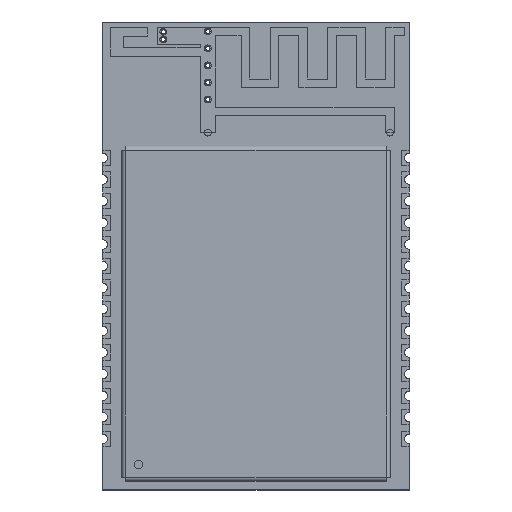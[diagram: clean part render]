
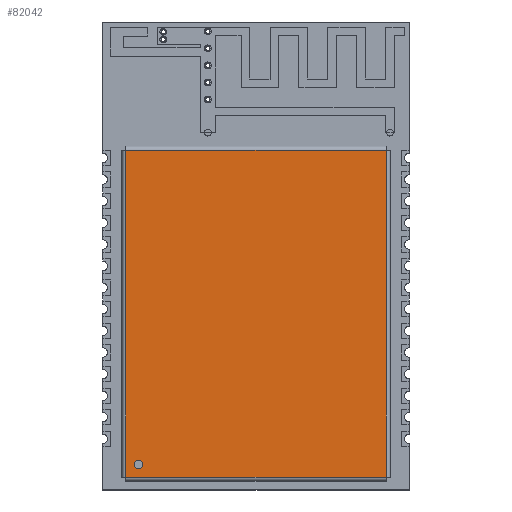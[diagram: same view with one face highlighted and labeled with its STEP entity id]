
A CAD part, top view. The second image highlights one B-rep face of the part: STEP entity #82042.
In plain terms, the highlighted face is planar.
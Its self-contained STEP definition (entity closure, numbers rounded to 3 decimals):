
#6510 = ORIENTED_EDGE ( 'NONE', *, *, #99567, .T. ) ;
#6923 = DIRECTION ( 'NONE',  ( 0., -1., 0. ) ) ;
#13633 = CARTESIAN_POINT ( 'NONE',  ( -5.925, 2.5, 12.525 ) ) ;
#16271 = DIRECTION ( 'NONE',  ( -1., 0., 0. ) ) ;
#16498 = DIRECTION ( 'NONE',  ( 0., 0., -1. ) ) ;
#17853 = VERTEX_POINT ( 'NONE', #112269 ) ;
#22760 = DIRECTION ( 'NONE',  ( 0., 1., 0. ) ) ;
#25654 = CARTESIAN_POINT ( 'NONE',  ( -5.175, 2.5, 11.775 ) ) ;
#28966 = EDGE_CURVE ( 'NONE', #39376, #119162, #109333, .T. ) ;
#30859 = VERTEX_POINT ( 'NONE', #13633 ) ;
#31109 = DIRECTION ( 'NONE',  ( 0., 0., 1. ) ) ;
#32114 = FACE_OUTER_BOUND ( 'NONE', #103452, .T. ) ;
#36542 = CARTESIAN_POINT ( 'NONE',  ( -5.175, 2.5, 11.525 ) ) ;
#36574 = EDGE_CURVE ( 'NONE', #17853, #30859, #121594, .T. ) ;
#37779 = EDGE_CURVE ( 'NONE', #118992, #17853, #91552, .T. ) ;
#39257 = VECTOR ( 'NONE', #16271, 1000. ) ;
#39376 = VERTEX_POINT ( 'NONE', #72860 ) ;
#40225 = AXIS2_PLACEMENT_3D ( 'NONE', #108005, #22760, #89301 ) ;
#40710 = LINE ( 'NONE', #87352, #92602 ) ;
#41715 = DIRECTION ( 'NONE',  ( 0., 0., 1. ) ) ;
#44149 = EDGE_CURVE ( 'NONE', #119162, #39376, #101172, .T. ) ;
#44520 = FACE_BOUND ( 'NONE', #80391, .T. ) ;
#44838 = VECTOR ( 'NONE', #16498, 1000. ) ;
#45534 = VERTEX_POINT ( 'NONE', #88691 ) ;
#45585 = AXIS2_PLACEMENT_3D ( 'NONE', #48594, #117654, #41715 ) ;
#46357 = ORIENTED_EDGE ( 'NONE', *, *, #28966, .T. ) ;
#48594 = CARTESIAN_POINT ( 'NONE',  ( -5.175, 2.5, 11.775 ) ) ;
#54890 = EDGE_CURVE ( 'NONE', #30859, #45534, #40710, .T. ) ;
#55670 = CARTESIAN_POINT ( 'NONE',  ( 9.375, 2.5, 0. ) ) ;
#66089 = ORIENTED_EDGE ( 'NONE', *, *, #54890, .T. ) ;
#72860 = CARTESIAN_POINT ( 'NONE',  ( -5.175, 2.5, 12.025 ) ) ;
#77500 = AXIS2_PLACEMENT_3D ( 'NONE', #25654, #6923, #109025 ) ;
#79978 = PLANE ( 'NONE',  #40225 ) ;
#80391 = EDGE_LOOP ( 'NONE', ( #46357, #114077 ) ) ;
#81562 = ORIENTED_EDGE ( 'NONE', *, *, #36574, .T. ) ;
#82042 = ADVANCED_FACE ( 'NONE', ( #44520, #32114 ), #79978, .T. ) ;
#87352 = CARTESIAN_POINT ( 'NONE',  ( 0., 2.5, 12.525 ) ) ;
#88691 = CARTESIAN_POINT ( 'NONE',  ( 9.375, 2.5, 12.525 ) ) ;
#89301 = DIRECTION ( 'NONE',  ( 0., 0., 1. ) ) ;
#91552 = LINE ( 'NONE', #120225, #39257 ) ;
#92602 = VECTOR ( 'NONE', #96677, 1000. ) ;
#96398 = CARTESIAN_POINT ( 'NONE',  ( -5.925, 2.5, 0. ) ) ;
#96677 = DIRECTION ( 'NONE',  ( 1., 0., 0. ) ) ;
#99567 = EDGE_CURVE ( 'NONE', #45534, #118992, #112912, .T. ) ;
#101172 = CIRCLE ( 'NONE', #45585, 0.25 ) ;
#101820 = CARTESIAN_POINT ( 'NONE',  ( 9.375, 2.5, -6.675 ) ) ;
#103452 = EDGE_LOOP ( 'NONE', ( #66089, #6510, #116307, #81562 ) ) ;
#108005 = CARTESIAN_POINT ( 'NONE',  ( 0., 2.5, 0. ) ) ;
#109025 = DIRECTION ( 'NONE',  ( 0., 0., 1. ) ) ;
#109333 = CIRCLE ( 'NONE', #77500, 0.25 ) ;
#112269 = CARTESIAN_POINT ( 'NONE',  ( -5.925, 2.5, -6.675 ) ) ;
#112912 = LINE ( 'NONE', #55670, #44838 ) ;
#114077 = ORIENTED_EDGE ( 'NONE', *, *, #44149, .T. ) ;
#116307 = ORIENTED_EDGE ( 'NONE', *, *, #37779, .T. ) ;
#116459 = VECTOR ( 'NONE', #31109, 1000. ) ;
#117654 = DIRECTION ( 'NONE',  ( 0., -1., 0. ) ) ;
#118992 = VERTEX_POINT ( 'NONE', #101820 ) ;
#119162 = VERTEX_POINT ( 'NONE', #36542 ) ;
#120225 = CARTESIAN_POINT ( 'NONE',  ( 0., 2.5, -6.675 ) ) ;
#121594 = LINE ( 'NONE', #96398, #116459 ) ;
